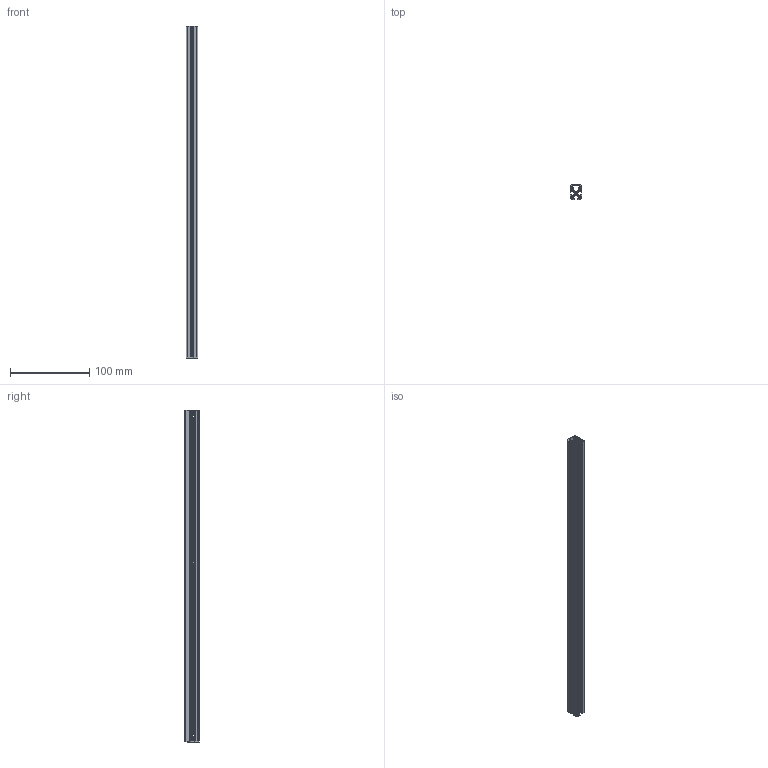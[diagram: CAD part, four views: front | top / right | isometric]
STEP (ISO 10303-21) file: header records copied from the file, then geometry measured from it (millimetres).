
FILE_DESCRIPTION (( 'STEP AP214' ), '1' );
FILE_NAME ('REV-41-1679.STEP', '2019-08-05T23:34:10', ( '' ), ( '' ), 'SwSTEP 2.0', 'SolidWorks 2018', '' );
FILE_SCHEMA (( 'AUTOMOTIVE_DESIGN' ));
Length unit declared in the file: millimetre
Products named in the file (3): REV-41-1679-2; REV-41-1679; REV-41-1679-1
Assembly tree (2 placements, depth 2):
  REV-41-1679
    REV-41-1679-1
    REV-41-1679-2
Bounding box: 15 x 18.45 x 420.1 mm (x, y, z)
Volume: 45672 mm3; surface area: 73913.9 mm2
Topology: 2 solids, 2 shells, 211 faces, 629 edges, 414 vertices
Faces by surface type: cylinder 142, plane 69
Entity records: 7713 total; most frequent: CARTESIAN_POINT 1603, DIRECTION 1305, ORIENTED_EDGE 1258, EDGE_CURVE 629, AXIS2_PLACEMENT_3D 484, VERTEX_POINT 414, VECTOR 337, LINE 337
